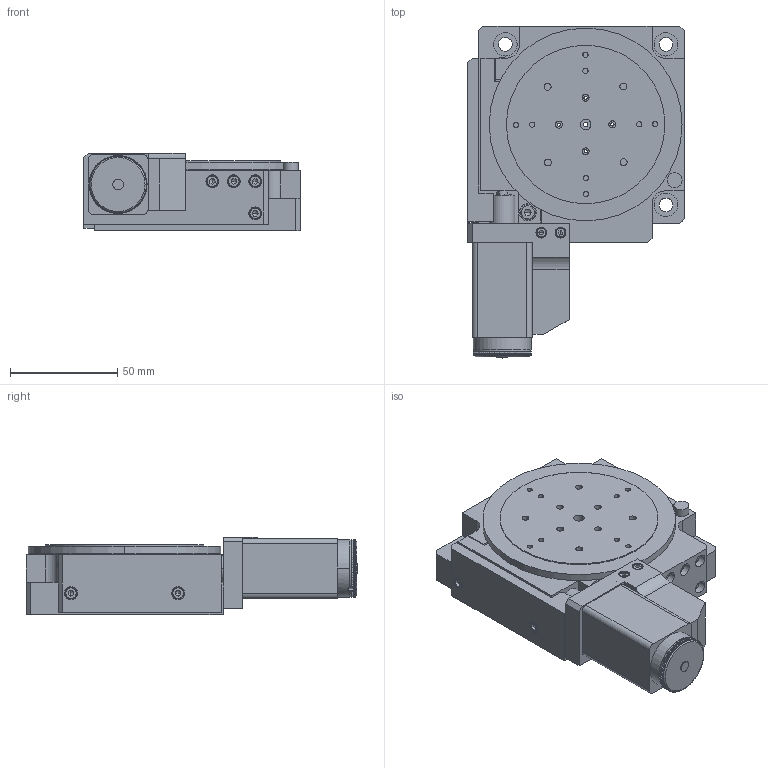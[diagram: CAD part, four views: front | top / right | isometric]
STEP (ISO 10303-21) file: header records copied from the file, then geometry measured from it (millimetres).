
FILE_DESCRIPTION (( 'STEP AP214' ), '1' );
FILE_NAME ('8MR191-4247-MEn2_RotationStage_Standa.STEP', '2022-04-01T14:25:39', ( '' ), ( '' ), 'SwSTEP 2.0', 'SolidWorks 2019', '' );
FILE_SCHEMA (( 'AUTOMOTIVE_DESIGN' ));
Length unit declared in the file: millimetre
Products named in the file (1): 8MR191-4247-MEn2_RotationStage_Standa
Bounding box: 101 x 155 x 36 mm (x, y, z)
Volume: 327310.6 mm3; surface area: 63342.3 mm2
Topology: 1 solids, 22 shells, 1301 faces, 3401 edges, 2188 vertices
Faces by surface type: cylinder 673, plane 523, cone 79, torus 26
Entity records: 41290 total; most frequent: CARTESIAN_POINT 9019, DIRECTION 6996, ORIENTED_EDGE 6722, EDGE_CURVE 3361, AXIS2_PLACEMENT_3D 2710, VERTEX_POINT 2188, VECTOR 1576, LINE 1576
